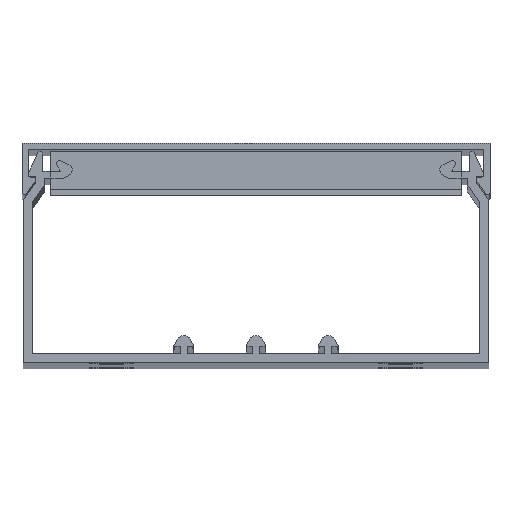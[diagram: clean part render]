
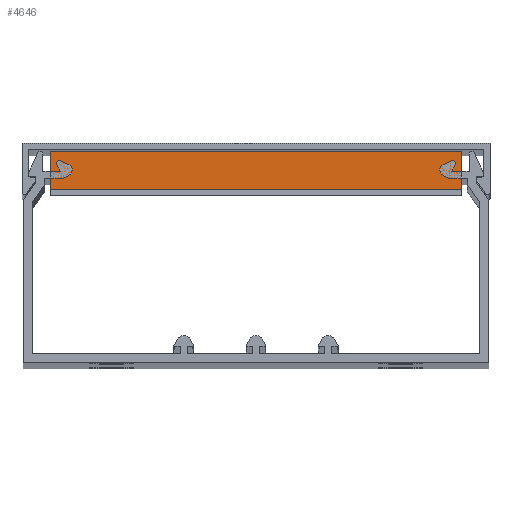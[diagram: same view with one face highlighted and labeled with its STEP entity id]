
A CAD part, top view. The second image highlights one B-rep face of the part: STEP entity #4646.
In plain terms, the highlighted face is planar.
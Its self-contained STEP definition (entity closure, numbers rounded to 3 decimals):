
#93 = DIRECTION ( 'NONE',  ( -1., 0., 0. ) ) ;
#449 = CARTESIAN_POINT ( 'NONE',  ( 57., 10.5, -18. ) ) ;
#775 = CARTESIAN_POINT ( 'NONE',  ( -58.1, 0., -18. ) ) ;
#1086 = DIRECTION ( 'NONE',  ( 1., 0., 0. ) ) ;
#1234 = ORIENTED_EDGE ( 'NONE', *, *, #6198, .F. ) ;
#1745 = EDGE_CURVE ( 'NONE', #6478, #5472, #5986, .T. ) ;
#2055 = EDGE_LOOP ( 'NONE', ( #4670, #1234, #4765, #2313 ) ) ;
#2313 = ORIENTED_EDGE ( 'NONE', *, *, #3749, .T. ) ;
#2706 = VECTOR ( 'NONE', #3160, 1000. ) ;
#2942 = CARTESIAN_POINT ( 'NONE',  ( -57., 10.5, -18. ) ) ;
#3069 = CARTESIAN_POINT ( 'NONE',  ( -58.1, 10.5, -18. ) ) ;
#3160 = DIRECTION ( 'NONE',  ( -1., 0., 0. ) ) ;
#3239 = AXIS2_PLACEMENT_3D ( 'NONE', #6563, #6475, #1086 ) ;
#3269 = CARTESIAN_POINT ( 'NONE',  ( -57., 10.5, -18. ) ) ;
#3346 = LINE ( 'NONE', #449, #3974 ) ;
#3749 = EDGE_CURVE ( 'NONE', #5972, #6478, #3346, .T. ) ;
#3974 = VECTOR ( 'NONE', #7654, 1000. ) ;
#4069 = FACE_OUTER_BOUND ( 'NONE', #2055, .T. ) ;
#4288 = CARTESIAN_POINT ( 'NONE',  ( 57., 0., -18. ) ) ;
#4646 = ADVANCED_FACE ( 'NONE', ( #4069 ), #7032, .F. ) ;
#4670 = ORIENTED_EDGE ( 'NONE', *, *, #1745, .T. ) ;
#4765 = ORIENTED_EDGE ( 'NONE', *, *, #6135, .F. ) ;
#4848 = LINE ( 'NONE', #3069, #7391 ) ;
#5472 = VERTEX_POINT ( 'NONE', #7083 ) ;
#5504 = VERTEX_POINT ( 'NONE', #2942 ) ;
#5510 = VECTOR ( 'NONE', #6899, 1000. ) ;
#5972 = VERTEX_POINT ( 'NONE', #7176 ) ;
#5986 = LINE ( 'NONE', #775, #2706 ) ;
#6135 = EDGE_CURVE ( 'NONE', #5972, #5504, #4848, .T. ) ;
#6198 = EDGE_CURVE ( 'NONE', #5504, #5472, #7415, .T. ) ;
#6475 = DIRECTION ( 'NONE',  ( 0., 0., 1. ) ) ;
#6478 = VERTEX_POINT ( 'NONE', #4288 ) ;
#6563 = CARTESIAN_POINT ( 'NONE',  ( -58.1, 10.5, -18. ) ) ;
#6899 = DIRECTION ( 'NONE',  ( 0., -1., 0. ) ) ;
#7032 = PLANE ( 'NONE',  #3239 ) ;
#7083 = CARTESIAN_POINT ( 'NONE',  ( -57., 0., -18. ) ) ;
#7176 = CARTESIAN_POINT ( 'NONE',  ( 57., 10.5, -18. ) ) ;
#7391 = VECTOR ( 'NONE', #93, 1000. ) ;
#7415 = LINE ( 'NONE', #3269, #5510 ) ;
#7654 = DIRECTION ( 'NONE',  ( 0., -1., 0. ) ) ;
